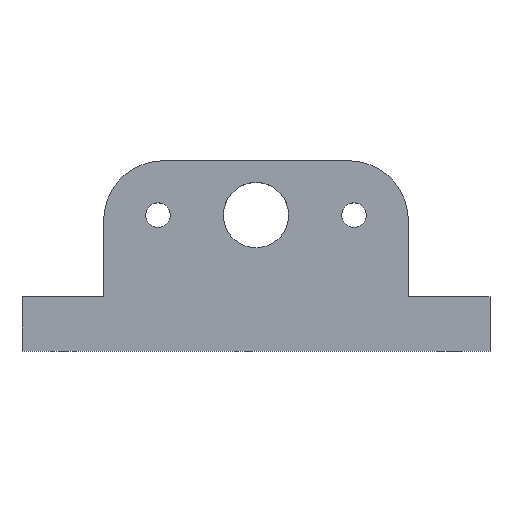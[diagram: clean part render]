
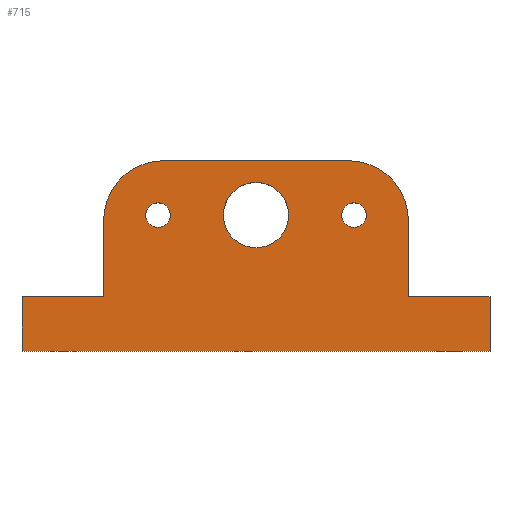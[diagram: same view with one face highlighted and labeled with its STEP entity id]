
A CAD part, top view. The second image highlights one B-rep face of the part: STEP entity #715.
In plain terms, the highlighted planar face has unit normal (0, 0, 1).
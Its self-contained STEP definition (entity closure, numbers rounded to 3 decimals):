
#5 = CARTESIAN_POINT ( 'NONE',  ( -43., 0., 5. ) ) ;
#11 = ORIENTED_EDGE ( 'NONE', *, *, #442, .F. ) ;
#16 = CARTESIAN_POINT ( 'NONE',  ( -28., 24., 5. ) ) ;
#19 = EDGE_LOOP ( 'NONE', ( #35, #11 ) ) ;
#25 = DIRECTION ( 'NONE',  ( 1., 0., 0. ) ) ;
#27 = DIRECTION ( 'NONE',  ( 0., 0., 1. ) ) ;
#28 = CIRCLE ( 'NONE', #413, 2.25 ) ;
#34 = CARTESIAN_POINT ( 'NONE',  ( -6., 25., 5. ) ) ;
#35 = ORIENTED_EDGE ( 'NONE', *, *, #548, .F. ) ;
#46 = CARTESIAN_POINT ( 'NONE',  ( 15.75, 25., 5. ) ) ;
#54 = CARTESIAN_POINT ( 'NONE',  ( -20.25, 25., 5. ) ) ;
#72 = CARTESIAN_POINT ( 'NONE',  ( 0., 25., 5. ) ) ;
#96 = CARTESIAN_POINT ( 'NONE',  ( 43., 10., 5. ) ) ;
#97 = DIRECTION ( 'NONE',  ( 0., 0., 1. ) ) ;
#127 = VECTOR ( 'NONE', #192, 1000. ) ;
#129 = VERTEX_POINT ( 'NONE', #541 ) ;
#149 = ORIENTED_EDGE ( 'NONE', *, *, #660, .F. ) ;
#156 = CARTESIAN_POINT ( 'NONE',  ( -28., 10., 5. ) ) ;
#164 = VERTEX_POINT ( 'NONE', #474 ) ;
#173 = DIRECTION ( 'NONE',  ( 1., 0., 0. ) ) ;
#179 = VERTEX_POINT ( 'NONE', #156 ) ;
#181 = AXIS2_PLACEMENT_3D ( 'NONE', #826, #832, #836 ) ;
#191 = CIRCLE ( 'NONE', #299, 2.25 ) ;
#192 = DIRECTION ( 'NONE',  ( -1., 0., 0. ) ) ;
#200 = VERTEX_POINT ( 'NONE', #266 ) ;
#207 = CARTESIAN_POINT ( 'NONE',  ( -43., 10., 5. ) ) ;
#212 = AXIS2_PLACEMENT_3D ( 'NONE', #426, #333, #914 ) ;
#222 = VERTEX_POINT ( 'NONE', #928 ) ;
#240 = CARTESIAN_POINT ( 'NONE',  ( -28., 10., 5. ) ) ;
#242 = DIRECTION ( 'NONE',  ( 1., 0., 0. ) ) ;
#249 = CARTESIAN_POINT ( 'NONE',  ( -17., 24., 5. ) ) ;
#253 = CARTESIAN_POINT ( 'NONE',  ( -43., 0., 5. ) ) ;
#266 = CARTESIAN_POINT ( 'NONE',  ( -17., 35., 5. ) ) ;
#288 = LINE ( 'NONE', #837, #701 ) ;
#297 = CARTESIAN_POINT ( 'NONE',  ( 28., 24., 5. ) ) ;
#299 = AXIS2_PLACEMENT_3D ( 'NONE', #727, #776, #526 ) ;
#302 = DIRECTION ( 'NONE',  ( -1., 0., 0. ) ) ;
#303 = LINE ( 'NONE', #531, #346 ) ;
#306 = CIRCLE ( 'NONE', #181, 2.25 ) ;
#307 = DIRECTION ( 'NONE',  ( 1., 0., 0. ) ) ;
#323 = DIRECTION ( 'NONE',  ( 0., 0., 1. ) ) ;
#333 = DIRECTION ( 'NONE',  ( 0., 0., 1. ) ) ;
#343 = AXIS2_PLACEMENT_3D ( 'NONE', #534, #488, #408 ) ;
#346 = VECTOR ( 'NONE', #302, 1000. ) ;
#356 = LINE ( 'NONE', #240, #127 ) ;
#363 = AXIS2_PLACEMENT_3D ( 'NONE', #851, #877, #25 ) ;
#366 = VECTOR ( 'NONE', #600, 1000. ) ;
#370 = FACE_BOUND ( 'NONE', #678, .T. ) ;
#385 = CARTESIAN_POINT ( 'NONE',  ( 28., 10., 5. ) ) ;
#395 = CARTESIAN_POINT ( 'NONE',  ( 18., 25., 5. ) ) ;
#397 = AXIS2_PLACEMENT_3D ( 'NONE', #72, #933, #714 ) ;
#399 = CIRCLE ( 'NONE', #402, 11. ) ;
#402 = AXIS2_PLACEMENT_3D ( 'NONE', #249, #323, #173 ) ;
#408 = DIRECTION ( 'NONE',  ( 1., 0., 0. ) ) ;
#410 = AXIS2_PLACEMENT_3D ( 'NONE', #619, #97, #242 ) ;
#413 = AXIS2_PLACEMENT_3D ( 'NONE', #395, #27, #969 ) ;
#417 = EDGE_CURVE ( 'NONE', #566, #222, #28, .T. ) ;
#426 = CARTESIAN_POINT ( 'NONE',  ( 0., 0., 5. ) ) ;
#428 = EDGE_CURVE ( 'NONE', #571, #922, #828, .T. ) ;
#432 = EDGE_CURVE ( 'NONE', #200, #865, #399, .T. ) ;
#433 = VECTOR ( 'NONE', #624, 1000. ) ;
#437 = VERTEX_POINT ( 'NONE', #385 ) ;
#438 = VERTEX_POINT ( 'NONE', #467 ) ;
#440 = EDGE_CURVE ( 'NONE', #865, #179, #576, .T. ) ;
#442 = EDGE_CURVE ( 'NONE', #475, #950, #808, .T. ) ;
#463 = ORIENTED_EDGE ( 'NONE', *, *, #503, .T. ) ;
#467 = CARTESIAN_POINT ( 'NONE',  ( 43., 10., 5. ) ) ;
#474 = CARTESIAN_POINT ( 'NONE',  ( 43., 0., 5. ) ) ;
#475 = VERTEX_POINT ( 'NONE', #844 ) ;
#477 = CARTESIAN_POINT ( 'NONE',  ( -43., 10., 5. ) ) ;
#478 = DIRECTION ( 'NONE',  ( 0., -1., 0. ) ) ;
#481 = EDGE_CURVE ( 'NONE', #604, #129, #761, .T. ) ;
#485 = VECTOR ( 'NONE', #824, 1000. ) ;
#488 = DIRECTION ( 'NONE',  ( 0., 0., 1. ) ) ;
#501 = ORIENTED_EDGE ( 'NONE', *, *, #428, .F. ) ;
#503 = EDGE_CURVE ( 'NONE', #438, #437, #734, .T. ) ;
#519 = EDGE_CURVE ( 'NONE', #437, #604, #641, .T. ) ;
#520 = ORIENTED_EDGE ( 'NONE', *, *, #746, .T. ) ;
#526 = DIRECTION ( 'NONE',  ( 1., 0., 0. ) ) ;
#531 = CARTESIAN_POINT ( 'NONE',  ( 28., 35., 5. ) ) ;
#532 = ORIENTED_EDGE ( 'NONE', *, *, #432, .T. ) ;
#534 = CARTESIAN_POINT ( 'NONE',  ( 0., 25., 5. ) ) ;
#538 = CARTESIAN_POINT ( 'NONE',  ( -15.75, 25., 5. ) ) ;
#541 = CARTESIAN_POINT ( 'NONE',  ( 17., 35., 5. ) ) ;
#548 = EDGE_CURVE ( 'NONE', #950, #475, #874, .T. ) ;
#566 = VERTEX_POINT ( 'NONE', #46 ) ;
#569 = CARTESIAN_POINT ( 'NONE',  ( 28., 10., 5. ) ) ;
#570 = ORIENTED_EDGE ( 'NONE', *, *, #657, .T. ) ;
#571 = VERTEX_POINT ( 'NONE', #538 ) ;
#576 = LINE ( 'NONE', #907, #366 ) ;
#580 = FACE_BOUND ( 'NONE', #19, .T. ) ;
#582 = ORIENTED_EDGE ( 'NONE', *, *, #676, .T. ) ;
#588 = ORIENTED_EDGE ( 'NONE', *, *, #610, .T. ) ;
#598 = EDGE_CURVE ( 'NONE', #179, #668, #356, .T. ) ;
#600 = DIRECTION ( 'NONE',  ( 0., -1., 0. ) ) ;
#604 = VERTEX_POINT ( 'NONE', #297 ) ;
#610 = EDGE_CURVE ( 'NONE', #668, #963, #881, .T. ) ;
#619 = CARTESIAN_POINT ( 'NONE',  ( -18., 25., 5. ) ) ;
#624 = DIRECTION ( 'NONE',  ( 0., 1., 0. ) ) ;
#641 = LINE ( 'NONE', #569, #433 ) ;
#657 = EDGE_CURVE ( 'NONE', #963, #164, #807, .T. ) ;
#660 = EDGE_CURVE ( 'NONE', #922, #571, #191, .T. ) ;
#668 = VERTEX_POINT ( 'NONE', #207 ) ;
#675 = VECTOR ( 'NONE', #478, 1000. ) ;
#676 = EDGE_CURVE ( 'NONE', #129, #200, #303, .T. ) ;
#678 = EDGE_LOOP ( 'NONE', ( #149, #501 ) ) ;
#701 = VECTOR ( 'NONE', #814, 1000. ) ;
#705 = ORIENTED_EDGE ( 'NONE', *, *, #481, .T. ) ;
#714 = DIRECTION ( 'NONE',  ( 1., 0., 0. ) ) ;
#715 = ADVANCED_FACE ( 'NONE', ( #370, #811, #580, #958 ), #873, .T. ) ;
#723 = ORIENTED_EDGE ( 'NONE', *, *, #598, .T. ) ;
#727 = CARTESIAN_POINT ( 'NONE',  ( -18., 25., 5. ) ) ;
#734 = LINE ( 'NONE', #96, #485 ) ;
#738 = EDGE_CURVE ( 'NONE', #222, #566, #306, .T. ) ;
#746 = EDGE_CURVE ( 'NONE', #164, #438, #288, .T. ) ;
#751 = EDGE_LOOP ( 'NONE', ( #903, #705, #582, #532, #895, #723, #588, #570, #520, #463 ) ) ;
#756 = ORIENTED_EDGE ( 'NONE', *, *, #738, .F. ) ;
#761 = CIRCLE ( 'NONE', #363, 11. ) ;
#776 = DIRECTION ( 'NONE',  ( 0., 0., 1. ) ) ;
#807 = LINE ( 'NONE', #253, #954 ) ;
#808 = CIRCLE ( 'NONE', #397, 6. ) ;
#811 = FACE_OUTER_BOUND ( 'NONE', #751, .T. ) ;
#814 = DIRECTION ( 'NONE',  ( 0., 1., 0. ) ) ;
#824 = DIRECTION ( 'NONE',  ( -1., 0., 0. ) ) ;
#826 = CARTESIAN_POINT ( 'NONE',  ( 18., 25., 5. ) ) ;
#828 = CIRCLE ( 'NONE', #410, 2.25 ) ;
#832 = DIRECTION ( 'NONE',  ( 0., 0., 1. ) ) ;
#836 = DIRECTION ( 'NONE',  ( 1., 0., 0. ) ) ;
#837 = CARTESIAN_POINT ( 'NONE',  ( 43., 0., 5. ) ) ;
#840 = EDGE_LOOP ( 'NONE', ( #855, #756 ) ) ;
#844 = CARTESIAN_POINT ( 'NONE',  ( 6., 25., 5. ) ) ;
#851 = CARTESIAN_POINT ( 'NONE',  ( 17., 24., 5. ) ) ;
#855 = ORIENTED_EDGE ( 'NONE', *, *, #417, .F. ) ;
#865 = VERTEX_POINT ( 'NONE', #16 ) ;
#873 = PLANE ( 'NONE',  #212 ) ;
#874 = CIRCLE ( 'NONE', #343, 6. ) ;
#877 = DIRECTION ( 'NONE',  ( 0., 0., 1. ) ) ;
#881 = LINE ( 'NONE', #477, #675 ) ;
#895 = ORIENTED_EDGE ( 'NONE', *, *, #440, .T. ) ;
#903 = ORIENTED_EDGE ( 'NONE', *, *, #519, .T. ) ;
#907 = CARTESIAN_POINT ( 'NONE',  ( -28., 35., 5. ) ) ;
#914 = DIRECTION ( 'NONE',  ( 1., 0., 0. ) ) ;
#922 = VERTEX_POINT ( 'NONE', #54 ) ;
#928 = CARTESIAN_POINT ( 'NONE',  ( 20.25, 25., 5. ) ) ;
#933 = DIRECTION ( 'NONE',  ( 0., 0., 1. ) ) ;
#950 = VERTEX_POINT ( 'NONE', #34 ) ;
#954 = VECTOR ( 'NONE', #307, 1000. ) ;
#958 = FACE_BOUND ( 'NONE', #840, .T. ) ;
#963 = VERTEX_POINT ( 'NONE', #5 ) ;
#969 = DIRECTION ( 'NONE',  ( 1., 0., 0. ) ) ;
